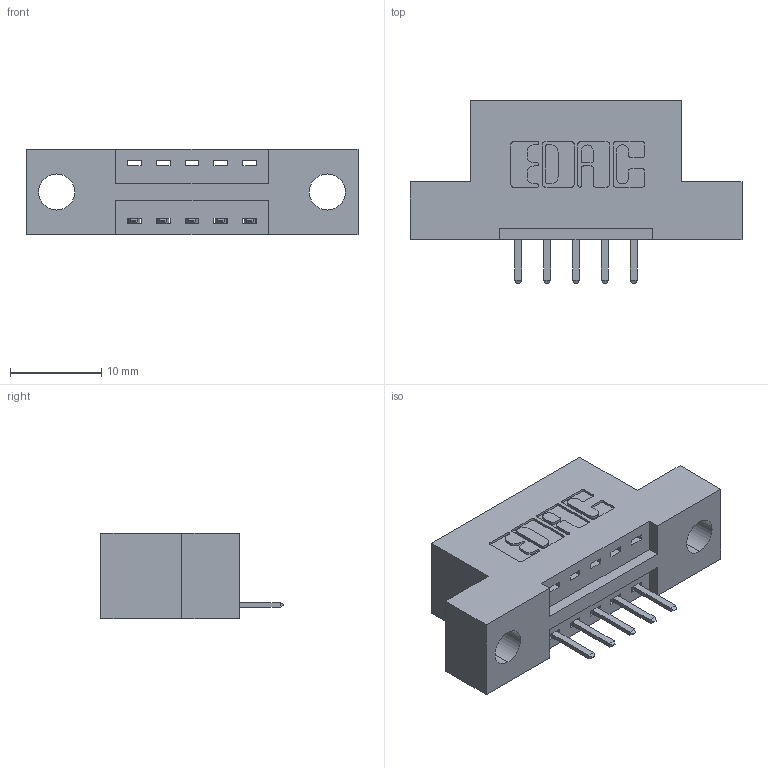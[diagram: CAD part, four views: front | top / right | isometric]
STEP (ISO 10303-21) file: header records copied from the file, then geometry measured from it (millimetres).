
FILE_DESCRIPTION (( 'STEP AP203' ), '1' );
FILE_NAME ('396-005-520-104.STEP', '2022-05-17T08:35:24', ( '' ), ( '' ), 'SwSTEP 2.0', 'SolidWorks 2020', '' );
FILE_SCHEMA (( 'CONFIG_CONTROL_DESIGN' ));
Length unit declared in the file: inch
Products named in the file (3): 346 Part_Flush Mounting Lugs - 0.156 Dia-TH; 396-005-520-104; 345-292-001_345-293-120
Assembly tree (6 placements, depth 2):
  396-005-520-104
    346 Part_Flush Mounting Lugs - 0.156 Dia-TH
    345-292-001_345-293-120  x5
Bounding box: 36.45 x 20.02 x 9.4 mm (x, y, z)
Volume: 3113.7 mm3; surface area: 3281.7 mm2
Topology: 6 solids, 6 shells, 446 faces, 1285 edges, 842 vertices
Faces by surface type: plane 300, cylinder 146
Entity records: 8617 total; most frequent: CARTESIAN_POINT 1509, ORIENTED_EDGE 1434, DIRECTION 1363, EDGE_CURVE 717, VECTOR 561, LINE 561, VERTEX_POINT 474, AXIS2_PLACEMENT_3D 401
